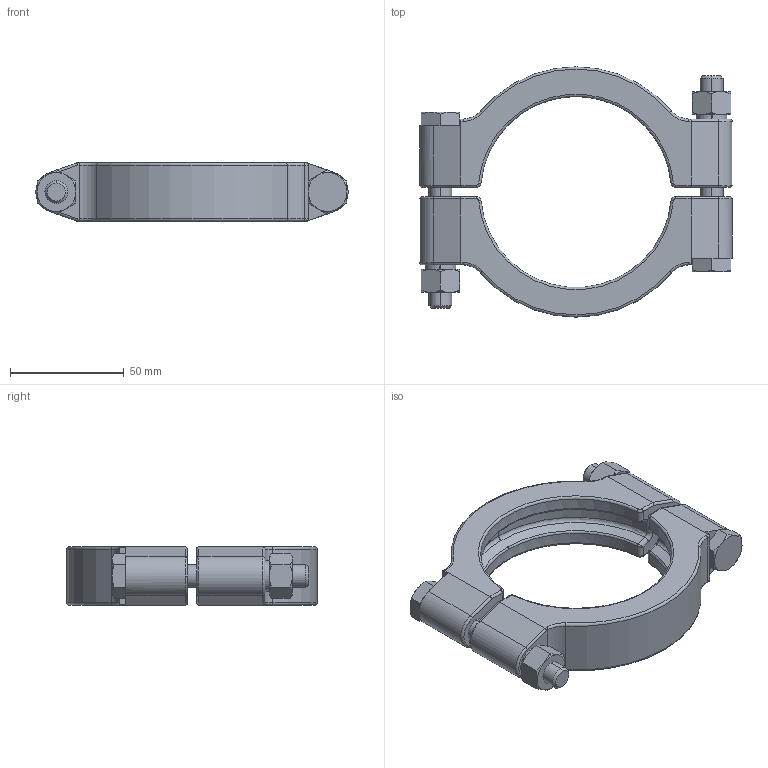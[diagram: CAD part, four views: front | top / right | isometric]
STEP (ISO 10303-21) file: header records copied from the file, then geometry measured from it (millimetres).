
FILE_DESCRIPTION (( 'STEP AP214' ), '1' );
FILE_NAME ('CL.SSH.0300.4 BLOCK.STEP', '2020-01-20T16:23:15', ( '' ), ( '' ), 'SwSTEP 2.0', 'SolidWorks 2019', '' );
FILE_SCHEMA (( 'AUTOMOTIVE_DESIGN' ));
Length unit declared in the file: millimetre
Products named in the file (1): CL.SSH.0300.4 BLOCK
Bounding box: 137 x 109.8 x 25.5 mm (x, y, z)
Volume: 126577.8 mm3; surface area: 40672.4 mm2
Topology: 1 solids, 1 shells, 284 faces, 664 edges, 382 vertices
Faces by surface type: plane 80, cylinder 76, cone 52, torus 44, bspline 32
Entity records: 9872 total; most frequent: CARTESIAN_POINT 3187, ORIENTED_EDGE 1312, DIRECTION 1284, EDGE_CURVE 656, AXIS2_PLACEMENT_3D 527, VERTEX_POINT 382, EDGE_LOOP 298, FACE_OUTER_BOUND 284
